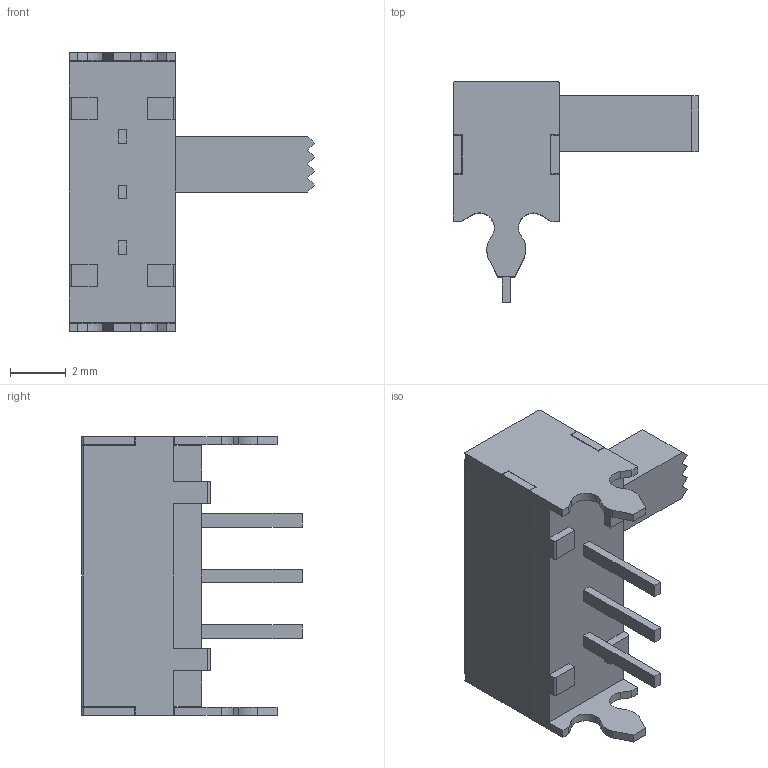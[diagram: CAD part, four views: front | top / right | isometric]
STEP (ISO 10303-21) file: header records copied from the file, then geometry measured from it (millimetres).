
FILE_DESCRIPTION((''),'2;1');
FILE_NAME('EG1213.stp','2017-07-13T08:44:46',('mwilliams'),(''),'Autodesk Inventor 2012','Autodesk Inventor 2012','');
FILE_SCHEMA(('AUTOMOTIVE_DESIGN { 1 0 10303 214 1 1 1 1 }'));
Length unit declared in the file: millimetre
Products named in the file (4): P040030; EG1213 SHELL; EG1213 TERM; EG1213 ACTUATOR
Assembly tree (3 placements, depth 2):
  P040030
    EG1213 SHELL
    EG1213 TERM
    EG1213 ACTUATOR
Bounding box: 8.8 x 7.9 x 10 mm (x, y, z)
Volume: 133.3 mm3; surface area: 553 mm2
Topology: 3 solids, 3 shells, 198 faces, 551 edges, 366 vertices
Faces by surface type: plane 176, cylinder 22
Entity records: 6366 total; most frequent: CARTESIAN_POINT 1122, ORIENTED_EDGE 1102, DIRECTION 1005, EDGE_CURVE 551, VECTOR 507, LINE 507, VERTEX_POINT 366, AXIS2_PLACEMENT_3D 249
